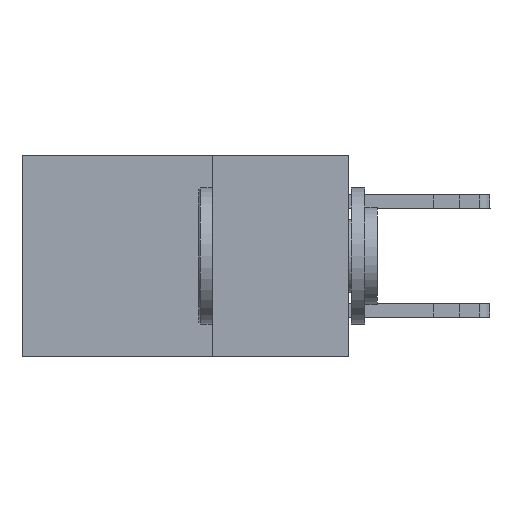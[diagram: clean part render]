
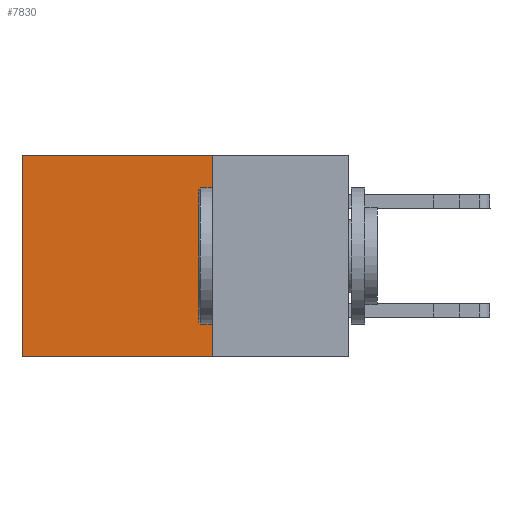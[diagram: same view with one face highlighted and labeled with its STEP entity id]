
A CAD part, left-side view. The second image highlights one B-rep face of the part: STEP entity #7830.
In plain terms, the highlighted planar face has unit normal (-1, 0, 0).
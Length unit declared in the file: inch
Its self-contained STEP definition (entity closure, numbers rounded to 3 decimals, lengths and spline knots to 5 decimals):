
#141 = CARTESIAN_POINT ( 'NONE',  ( 0.2615, 0.6, 0. ) ) ;
#366 = EDGE_CURVE ( 'NONE', #11760, #6879, #12057, .T. ) ;
#1014 = ORIENTED_EDGE ( 'NONE', *, *, #5880, .T. ) ;
#1028 = VECTOR ( 'NONE', #14898, 39.37008 ) ;
#1041 = EDGE_LOOP ( 'NONE', ( #11814, #15668, #8041, #1014 ) ) ;
#1246 = EDGE_CURVE ( 'NONE', #15270, #11760, #13764, .T. ) ;
#3035 = CARTESIAN_POINT ( 'NONE',  ( 0.2615, 0.25, -0.37 ) ) ;
#3340 = DIRECTION ( 'NONE',  ( 0., 0., -1. ) ) ;
#3457 = CARTESIAN_POINT ( 'NONE',  ( 0.2615, 0.25, 0. ) ) ;
#3861 = EDGE_CURVE ( 'NONE', #12736, #6879, #17677, .T. ) ;
#3999 = CARTESIAN_POINT ( 'NONE',  ( 0.2615, 0.25, 0. ) ) ;
#4863 = AXIS2_PLACEMENT_3D ( 'NONE', #6462, #17776, #3340 ) ;
#5170 = CARTESIAN_POINT ( 'NONE',  ( 0.2615, 0.25, -0.37 ) ) ;
#5880 = EDGE_CURVE ( 'NONE', #15270, #12736, #16548, .T. ) ;
#6462 = CARTESIAN_POINT ( 'NONE',  ( 0.2615, 0.25, -0.37 ) ) ;
#6879 = VERTEX_POINT ( 'NONE', #18217 ) ;
#7830 = ADVANCED_FACE ( 'NONE', ( #16425 ), #9338, .F. ) ;
#7843 = VECTOR ( 'NONE', #15396, 39.37008 ) ;
#8041 = ORIENTED_EDGE ( 'NONE', *, *, #1246, .F. ) ;
#8223 = VECTOR ( 'NONE', #9259, 39.37008 ) ;
#9259 = DIRECTION ( 'NONE',  ( 0., 1., 0. ) ) ;
#9338 = PLANE ( 'NONE',  #4863 ) ;
#11760 = VERTEX_POINT ( 'NONE', #3035 ) ;
#11814 = ORIENTED_EDGE ( 'NONE', *, *, #3861, .T. ) ;
#12057 = LINE ( 'NONE', #16459, #17610 ) ;
#12736 = VERTEX_POINT ( 'NONE', #141 ) ;
#13764 = LINE ( 'NONE', #5170, #7843 ) ;
#14793 = CARTESIAN_POINT ( 'NONE',  ( 0.2615, 0.6, -0.37 ) ) ;
#14898 = DIRECTION ( 'NONE',  ( 0., 0., -1. ) ) ;
#15270 = VERTEX_POINT ( 'NONE', #3999 ) ;
#15396 = DIRECTION ( 'NONE',  ( 0., 0., -1. ) ) ;
#15668 = ORIENTED_EDGE ( 'NONE', *, *, #366, .F. ) ;
#16425 = FACE_OUTER_BOUND ( 'NONE', #1041, .T. ) ;
#16459 = CARTESIAN_POINT ( 'NONE',  ( 0.2615, 0.25, -0.37 ) ) ;
#16548 = LINE ( 'NONE', #3457, #8223 ) ;
#17610 = VECTOR ( 'NONE', #17906, 39.37008 ) ;
#17677 = LINE ( 'NONE', #14793, #1028 ) ;
#17776 = DIRECTION ( 'NONE',  ( 1., 0., 0. ) ) ;
#17906 = DIRECTION ( 'NONE',  ( 0., 1., 0. ) ) ;
#18217 = CARTESIAN_POINT ( 'NONE',  ( 0.2615, 0.6, -0.37 ) ) ;
